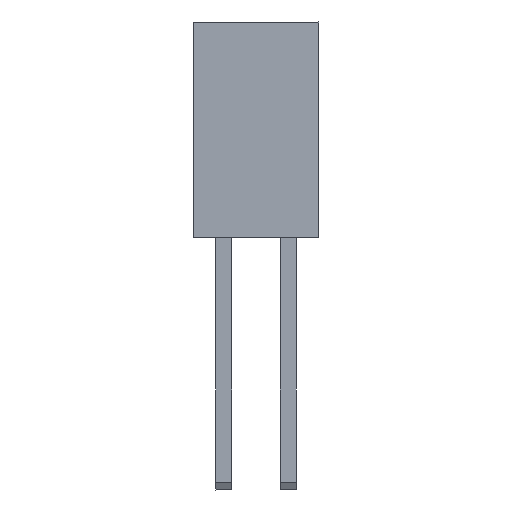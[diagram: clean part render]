
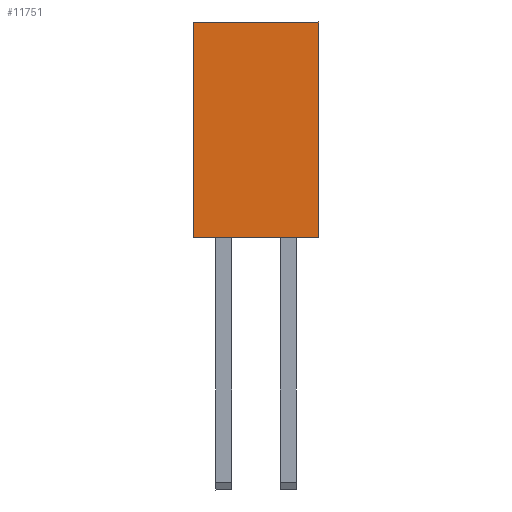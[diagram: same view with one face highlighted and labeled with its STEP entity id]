
A CAD part, left-side view. The second image highlights one B-rep face of the part: STEP entity #11751.
In plain terms, the highlighted planar face has unit normal (-1, 0, 0).
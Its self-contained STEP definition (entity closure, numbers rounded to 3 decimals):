
#365=FACE_OUTER_BOUND('',#1017,.T.);
#1017=EDGE_LOOP('',(#8565,#8566,#8567,#8568));
#1503=LINE('',#15640,#3087);
#1511=LINE('',#15657,#3095);
#2036=LINE('',#16699,#3620);
#2037=LINE('',#16701,#3621);
#3087=VECTOR('',#12815,39.37);
#3095=VECTOR('',#12825,39.37);
#3620=VECTOR('',#13652,39.37);
#3621=VECTOR('',#13655,39.37);
#4669=VERTEX_POINT('',#15637);
#4670=VERTEX_POINT('',#15639);
#4677=VERTEX_POINT('',#15654);
#4678=VERTEX_POINT('',#15656);
#5727=EDGE_CURVE('',#4670,#4669,#1503,.T.);
#5735=EDGE_CURVE('',#4677,#4678,#1511,.T.);
#6260=EDGE_CURVE('',#4669,#4678,#2036,.T.);
#6261=EDGE_CURVE('',#4670,#4677,#2037,.T.);
#8565=ORIENTED_EDGE('',*,*,#6260,.T.);
#8566=ORIENTED_EDGE('',*,*,#5735,.F.);
#8567=ORIENTED_EDGE('',*,*,#6261,.F.);
#8568=ORIENTED_EDGE('',*,*,#5727,.T.);
#10605=PLANE('',#12351);
#11751=ADVANCED_FACE('',(#365),#10605,.F.);
#12351=AXIS2_PLACEMENT_3D('',#16880,#13869,#13870);
#12815=DIRECTION('',(0.,-1.,0.));
#12825=DIRECTION('',(0.,-1.,0.));
#13652=DIRECTION('',(0.,0.,1.));
#13655=DIRECTION('',(0.,0.,1.));
#13869=DIRECTION('center_axis',(1.,0.,0.));
#13870=DIRECTION('ref_axis',(0.,0.,-1.));
#15637=CARTESIAN_POINT('',(-25.654,0.,-2.477));
#15639=CARTESIAN_POINT('',(-25.654,8.509,-2.477));
#15640=CARTESIAN_POINT('',(-25.654,8.509,-2.477));
#15654=CARTESIAN_POINT('',(-25.654,8.509,2.477));
#15656=CARTESIAN_POINT('',(-25.654,0.,2.477));
#15657=CARTESIAN_POINT('',(-25.654,8.509,2.477));
#16699=CARTESIAN_POINT('',(-25.654,0.,-2.477));
#16701=CARTESIAN_POINT('',(-25.654,8.509,-2.477));
#16880=CARTESIAN_POINT('Origin',(-25.654,8.509,-2.477));
